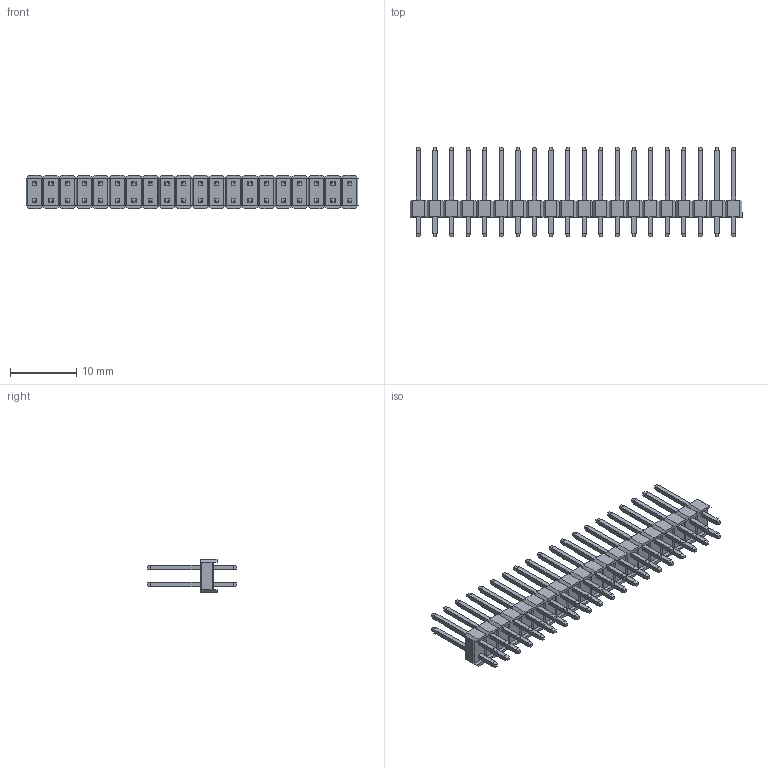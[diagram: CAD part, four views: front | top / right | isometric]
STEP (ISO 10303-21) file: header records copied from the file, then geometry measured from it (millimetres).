
FILE_DESCRIPTION (( 'STEP AP214' ), '1' );
FILE_NAME ('2x20 Male Pin Header.STEP', '2018-11-16T18:43:34', ( 'M.B.I.' ), ( '' ), 'SwSTEP 2.0', '', '' );
FILE_SCHEMA (( 'AUTOMOTIVE_DESIGN' ));
Length unit declared in the file: millimetre
Products named in the file (1): 2x20 Male Pin Header
Bounding box: 50.05 x 13.54 x 5 mm (x, y, z)
Volume: 685.5 mm3; surface area: 2426.4 mm2
Topology: 41 solids, 41 shells, 1128 faces, 2774 edges, 1728 vertices
Faces by surface type: plane 1128
Entity records: 32620 total; most frequent: CARTESIAN_POINT 5631, ORIENTED_EDGE 5548, DIRECTION 5032, EDGE_CURVE 2774, VECTOR 2774, LINE 2774, VERTEX_POINT 1728, EDGE_LOOP 1208
